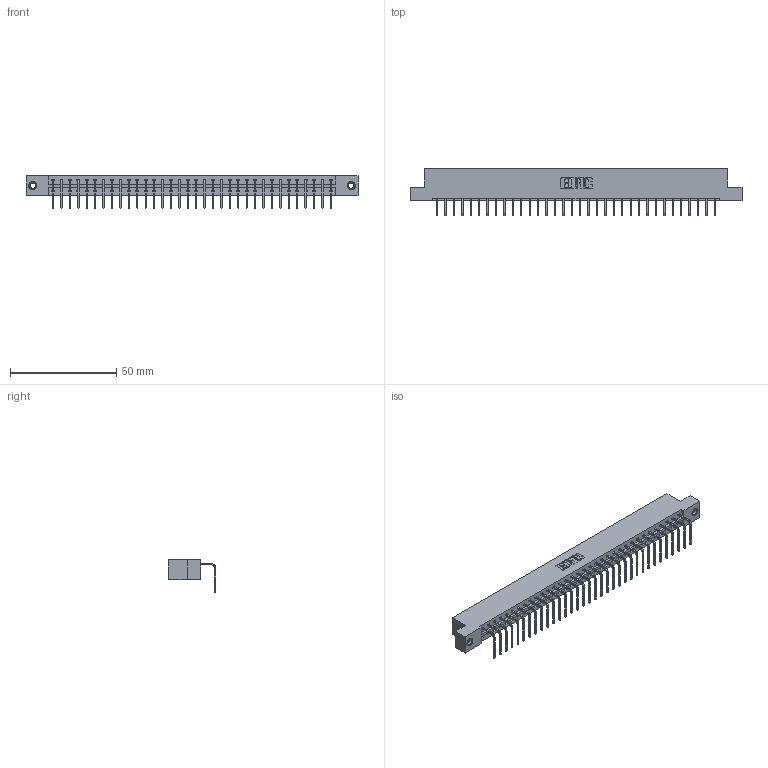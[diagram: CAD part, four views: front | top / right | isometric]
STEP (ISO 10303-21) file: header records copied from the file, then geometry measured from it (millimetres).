
FILE_DESCRIPTION (( 'STEP AP203' ), '1' );
FILE_NAME ('833-034-558-107.STEP', '2020-06-02T23:22:04', ( '' ), ( '' ), 'SwSTEP 2.0', 'SolidWorks 2020', '' );
FILE_SCHEMA (( 'CONFIG_CONTROL_DESIGN' ));
Length unit declared in the file: inch
Products named in the file (4): 345-292-001_558 Tail - 2; 833-034-558-107; 345-250-001_345-250-005-103; 833 Part_Flush - .156 Dia - TI
Assembly tree (37 placements, depth 2):
  833-034-558-107
    833 Part_Flush - .156 Dia - TI
    345-292-001_558 Tail - 2  x34
    345-250-001_345-250-005-103  x2
Bounding box: 156.26 x 22.17 x 15.37 mm (x, y, z)
Volume: 15755.2 mm3; surface area: 17726.7 mm2
Topology: 37 solids, 37 shells, 2214 faces, 6635 edges, 4370 vertices
Faces by surface type: plane 1598, cylinder 600, cone 12, torus 4
Entity records: 23090 total; most frequent: CARTESIAN_POINT 3967, ORIENTED_EDGE 3930, DIRECTION 3395, EDGE_CURVE 1965, VECTOR 1817, LINE 1817, VERTEX_POINT 1304, AXIS2_PLACEMENT_3D 789
